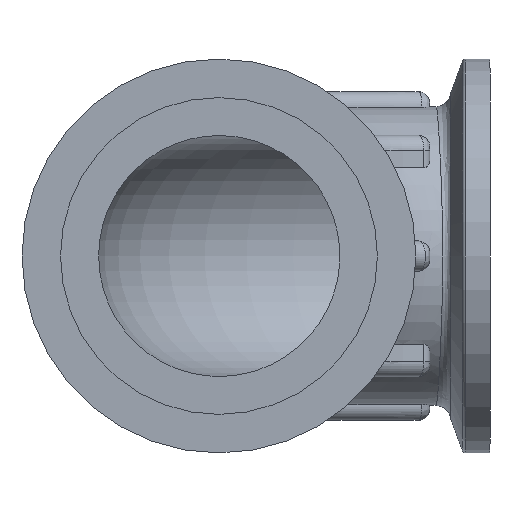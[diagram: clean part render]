
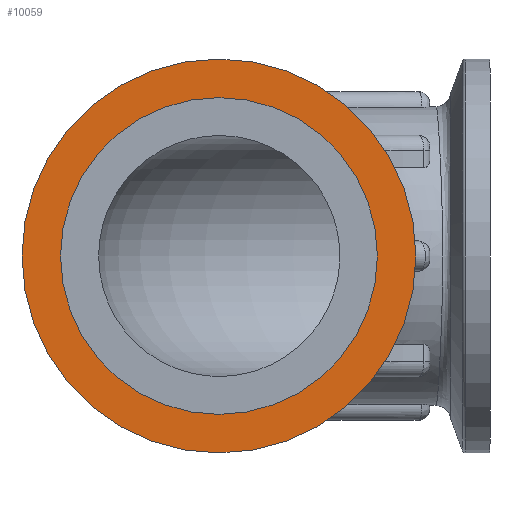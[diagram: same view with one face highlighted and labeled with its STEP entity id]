
A CAD part, left-side view. The second image highlights one B-rep face of the part: STEP entity #10059.
In plain terms, the highlighted planar face has unit normal (-1, 0, 0).
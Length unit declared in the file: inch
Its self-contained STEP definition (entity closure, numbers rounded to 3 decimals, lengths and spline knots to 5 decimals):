
#289=PLANE($,#10470);
#1526=FACE_BOUND($,#2835,.T.);
#2194=FACE_OUTER_BOUND($,#2834,.T.);
#2834=EDGE_LOOP($,(#9466));
#2835=EDGE_LOOP($,(#9467));
#2899=CIRCLE($,#10462,1.635);
#2902=CIRCLE($,#10469,1.315);
#4910=VERTEX_POINT($,#25256);
#4913=VERTEX_POINT($,#25266);
#6431=EDGE_CURVE($,#4910,#4910,#2899,.T.);
#6434=EDGE_CURVE($,#4913,#4913,#2902,.T.);
#9466=ORIENTED_EDGE($,*,*,#6431,.F.);
#9467=ORIENTED_EDGE($,*,*,#6434,.T.);
#10059=ADVANCED_FACE($,(#2194,#1526),#289,.T.);
#10462=AXIS2_PLACEMENT_3D($,#25257,#11734,#11735);
#10469=AXIS2_PLACEMENT_3D($,#25267,#11748,#11749);
#10470=AXIS2_PLACEMENT_3D($,#25268,#11750,#11751);
#11734=DIRECTION('center_axis',(1.,0.,0.));
#11735=DIRECTION('ref_axis',(0.,1.,0.));
#11748=DIRECTION('center_axis',(1.,0.,0.));
#11749=DIRECTION('ref_axis',(0.,1.,0.));
#11750=DIRECTION('center_axis',(-1.,0.,0.));
#11751=DIRECTION('ref_axis',(0.,0.,1.));
#25256=CARTESIAN_POINT('',(0.,1.635,0.));
#25257=CARTESIAN_POINT('Origin',(0.,0.,0.));
#25266=CARTESIAN_POINT('',(0.,1.315,0.));
#25267=CARTESIAN_POINT('Origin',(0.,0.,0.));
#25268=CARTESIAN_POINT('Origin',(0.,1.475,0.));
